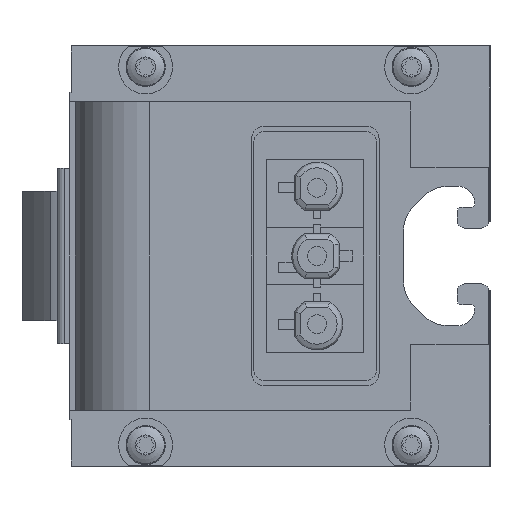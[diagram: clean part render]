
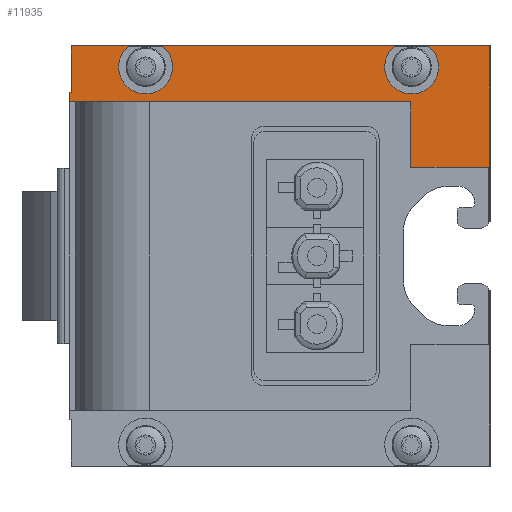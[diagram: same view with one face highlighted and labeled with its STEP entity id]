
A CAD part, left-side view. The second image highlights one B-rep face of the part: STEP entity #11935.
In plain terms, the highlighted planar face has unit normal (-1, 0, 0).
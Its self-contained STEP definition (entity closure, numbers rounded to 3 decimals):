
#158=CIRCLE('',#12534,3.85);
#159=CIRCLE('',#12535,3.85);
#1185=ORIENTED_EDGE('',*,*,#3705,.F.);
#1186=ORIENTED_EDGE('',*,*,#3569,.T.);
#1187=ORIENTED_EDGE('',*,*,#3706,.T.);
#1188=ORIENTED_EDGE('',*,*,#3565,.T.);
#1189=ORIENTED_EDGE('',*,*,#3707,.F.);
#1190=ORIENTED_EDGE('',*,*,#3708,.F.);
#1191=ORIENTED_EDGE('',*,*,#3709,.F.);
#1192=ORIENTED_EDGE('',*,*,#3710,.T.);
#1193=ORIENTED_EDGE('',*,*,#3711,.T.);
#1194=ORIENTED_EDGE('',*,*,#3712,.T.);
#1195=ORIENTED_EDGE('',*,*,#3713,.T.);
#1196=ORIENTED_EDGE('',*,*,#3714,.F.);
#1197=ORIENTED_EDGE('',*,*,#3715,.T.);
#1198=ORIENTED_EDGE('',*,*,#3561,.T.);
#3561=EDGE_CURVE('',#4820,#4819,#5645,.T.);
#3565=EDGE_CURVE('',#4824,#4823,#5649,.T.);
#3569=EDGE_CURVE('',#4828,#4827,#5653,.T.);
#3705=EDGE_CURVE('',#4828,#4819,#158,.F.);
#3706=EDGE_CURVE('',#4827,#4824,#159,.T.);
#3707=EDGE_CURVE('',#4952,#4823,#5761,.T.);
#3708=EDGE_CURVE('',#4953,#4952,#5762,.T.);
#3709=EDGE_CURVE('',#4954,#4953,#5763,.T.);
#3710=EDGE_CURVE('',#4954,#4955,#5764,.T.);
#3711=EDGE_CURVE('',#4955,#4956,#5765,.T.);
#3712=EDGE_CURVE('',#4956,#4957,#5766,.T.);
#3713=EDGE_CURVE('',#4957,#4958,#5767,.T.);
#3714=EDGE_CURVE('',#4959,#4958,#5768,.T.);
#3715=EDGE_CURVE('',#4959,#4820,#5769,.T.);
#4819=VERTEX_POINT('',#16515);
#4820=VERTEX_POINT('',#16517);
#4823=VERTEX_POINT('',#16523);
#4824=VERTEX_POINT('',#16525);
#4827=VERTEX_POINT('',#16531);
#4828=VERTEX_POINT('',#16533);
#4952=VERTEX_POINT('',#16809);
#4953=VERTEX_POINT('',#16811);
#4954=VERTEX_POINT('',#16813);
#4955=VERTEX_POINT('',#16815);
#4956=VERTEX_POINT('',#16817);
#4957=VERTEX_POINT('',#16819);
#4958=VERTEX_POINT('',#16821);
#4959=VERTEX_POINT('',#16823);
#5645=LINE('',#16516,#6503);
#5649=LINE('',#16524,#6507);
#5653=LINE('',#16532,#6511);
#5761=LINE('',#16808,#6619);
#5762=LINE('',#16810,#6620);
#5763=LINE('',#16812,#6621);
#5764=LINE('',#16814,#6622);
#5765=LINE('',#16816,#6623);
#5766=LINE('',#16818,#6624);
#5767=LINE('',#16820,#6625);
#5768=LINE('',#16822,#6626);
#5769=LINE('',#16824,#6627);
#6503=VECTOR('',#13721,1000.);
#6507=VECTOR('',#13725,1000.);
#6511=VECTOR('',#13729,1000.);
#6619=VECTOR('',#13925,1000.);
#6620=VECTOR('',#13926,1000.);
#6621=VECTOR('',#13927,1000.);
#6622=VECTOR('',#13928,1000.);
#6623=VECTOR('',#13929,1000.);
#6624=VECTOR('',#13930,1000.);
#6625=VECTOR('',#13931,1000.);
#6626=VECTOR('',#13932,1000.);
#6627=VECTOR('',#13933,1000.);
#7220=EDGE_LOOP('',(#1185,#1186,#1187,#1188,#1189,#1190,#1191,#1192,#1193,
#1194,#1195,#1196,#1197,#1198));
#7767=FACE_BOUND('',#7220,.T.);
#8302=PLANE('',#12533);
#11935=ADVANCED_FACE('',(#7767),#8302,.F.);
#12533=AXIS2_PLACEMENT_3D('',#16805,#13919,#13920);
#12534=AXIS2_PLACEMENT_3D('',#16806,#13921,#13922);
#12535=AXIS2_PLACEMENT_3D('',#16807,#13923,#13924);
#13721=DIRECTION('',(0.,1.,0.));
#13725=DIRECTION('',(0.,1.,0.));
#13729=DIRECTION('',(0.,1.,0.));
#13919=DIRECTION('',(1.,0.,0.));
#13920=DIRECTION('',(0.,0.,-1.));
#13921=DIRECTION('',(1.,0.,0.));
#13922=DIRECTION('',(0.,0.,-1.));
#13923=DIRECTION('',(1.,0.,0.));
#13924=DIRECTION('',(0.,0.,-1.));
#13925=DIRECTION('',(0.,0.,1.));
#13926=DIRECTION('',(0.,-1.,0.));
#13927=DIRECTION('',(0.,0.,1.));
#13928=DIRECTION('',(0.,-1.,0.));
#13929=DIRECTION('',(0.,0.,-1.));
#13930=DIRECTION('',(0.,-1.,0.));
#13931=DIRECTION('',(0.,0.,-1.));
#13932=DIRECTION('',(0.,1.,0.));
#13933=DIRECTION('',(0.,0.,1.));
#16515=CARTESIAN_POINT('',(0.,8.587,30.));
#16516=CARTESIAN_POINT('',(0.,-0.15,30.));
#16517=CARTESIAN_POINT('',(0.,-0.15,30.));
#16523=CARTESIAN_POINT('',(0.,59.6,30.));
#16524=CARTESIAN_POINT('',(0.,-0.15,30.));
#16525=CARTESIAN_POINT('',(0.,51.413,30.));
#16531=CARTESIAN_POINT('',(0.,46.587,30.));
#16532=CARTESIAN_POINT('',(0.,-0.15,30.));
#16533=CARTESIAN_POINT('',(0.,13.413,30.));
#16805=CARTESIAN_POINT('',(0.,59.82,-23.392));
#16806=CARTESIAN_POINT('',(0.,11.,27.));
#16807=CARTESIAN_POINT('',(0.,49.,27.));
#16808=CARTESIAN_POINT('',(0.,59.6,-30.));
#16809=CARTESIAN_POINT('',(0.,59.6,23.392));
#16810=CARTESIAN_POINT('',(0.,59.82,23.392));
#16811=CARTESIAN_POINT('',(0.,59.82,23.392));
#16812=CARTESIAN_POINT('',(0.,59.82,-23.392));
#16813=CARTESIAN_POINT('',(0.,59.82,22.));
#16814=CARTESIAN_POINT('',(0.,59.82,22.));
#16815=CARTESIAN_POINT('',(0.,11.14,22.));
#16816=CARTESIAN_POINT('',(0.,11.14,22.));
#16817=CARTESIAN_POINT('',(0.,11.14,12.69));
#16818=CARTESIAN_POINT('',(0.,11.88,12.69));
#16819=CARTESIAN_POINT('',(0.,0.,12.69));
#16820=CARTESIAN_POINT('',(0.,0.,12.69));
#16821=CARTESIAN_POINT('',(0.,0.,4.985));
#16822=CARTESIAN_POINT('',(0.,59.82,4.985));
#16823=CARTESIAN_POINT('',(0.,-0.15,4.985));
#16824=CARTESIAN_POINT('',(0.,-0.15,-30.));
